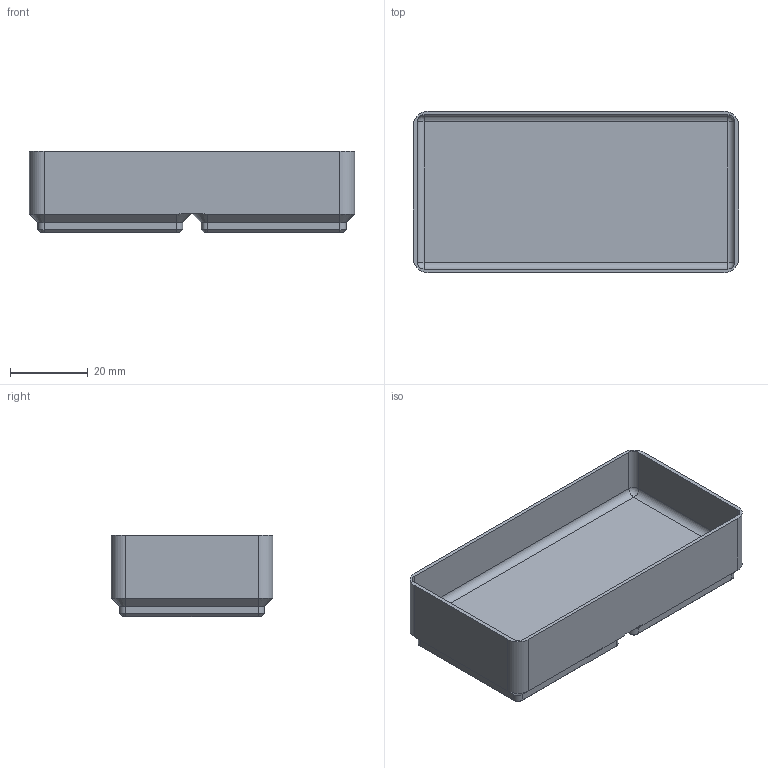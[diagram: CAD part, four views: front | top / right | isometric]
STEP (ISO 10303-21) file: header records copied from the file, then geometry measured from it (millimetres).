
FILE_DESCRIPTION(('Open CASCADE Model'),'2;1');
FILE_NAME('Open CASCADE Shape Model','2025-09-20T01:02:42',('Author'),( 'Open CASCADE'),'Open CASCADE STEP processor 7.8','build123d', 'Unknown');
FILE_SCHEMA(('AUTOMOTIVE_DESIGN { 1 0 10303 214 1 1 1 1 }'));
Length unit declared in the file: millimetre
Products named in the file (2): =>[0:1:1:2]; COMPOUND
Assembly tree (1 placements, depth 2):
  =>[0:1:1:2]
    COMPOUND
Bounding box: 83.5 x 41.5 x 21 mm (x, y, z)
Volume: 27393.5 mm3; surface area: 14734.7 mm2
Topology: 1 solids, 1 shells, 78 faces, 173 edges, 94 vertices
Faces by surface type: plane 38, cylinder 20, cone 16, sphere 4
Entity records: 4242 total; most frequent: CARTESIAN_POINT 865, DIRECTION 615, ORIENTED_EDGE 338, PCURVE 338, DEFINITIONAL_REPRESENTATION 338, LINE 331, VECTOR 331, EDGE_CURVE 169
